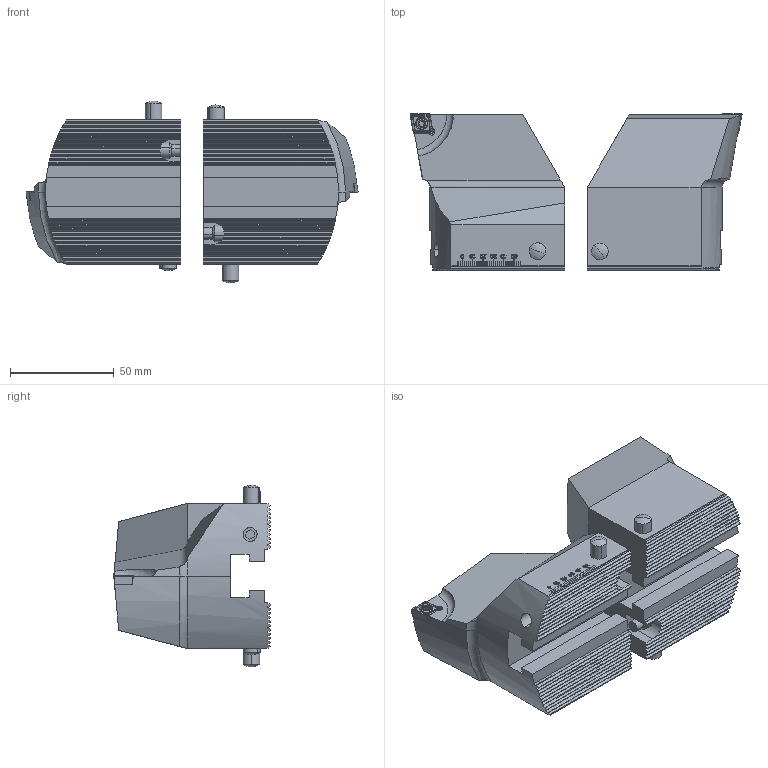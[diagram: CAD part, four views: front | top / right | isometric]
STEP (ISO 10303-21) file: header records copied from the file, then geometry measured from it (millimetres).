
FILE_DESCRIPTION (( 'STEP AP203' ), '1' );
FILE_NAME ('VK1-WCB.B01.075.STEP', '2017-11-20T14:12:29', ( 'SWIAdmin' ), ( 'Hewlett-Packard Company' ), 'SwSTEP 2.0', 'SolidWorks 2017', '' );
FILE_SCHEMA (( 'CONFIG_CONTROL_DESIGN' ));
Length unit declared in the file: millimetre
Products named in the file (7): WCB-ER2.001.009_A; CCMT09T304; ISO 8734 - 8 x 20 m6; ISO 4028 - M8 x 35; ISO 8734 - 8 x 24 m6; VK1-WCB.B01.075; VK1-WCB.001.075_A
Assembly tree (12 placements, depth 2):
  VK1-WCB.B01.075
    VK1-WCB.001.075_A  x2
    WCB-ER2.001.009_A  x2
    CCMT09T304  x2
    ISO 8734 - 8 x 20 m6  x3
    ISO 4028 - M8 x 35  x2
    ISO 8734 - 8 x 24 m6
Bounding box: 160 x 75.57 x 87.61 mm (x, y, z)
Volume: 420307 mm3; surface area: 64480.7 mm2
Topology: 12 solids, 12 shells, 1132 faces, 2996 edges, 1902 vertices
Faces by surface type: plane 686, bspline 182, cylinder 140, cone 82, torus 22, sphere 20
Entity records: 23833 total; most frequent: CARTESIAN_POINT 9867, ORIENTED_EDGE 2968, DIRECTION 2311, EDGE_CURVE 1484, LINE 961, VECTOR 961, VERTEX_POINT 951, AXIS2_PLACEMENT_3D 675
